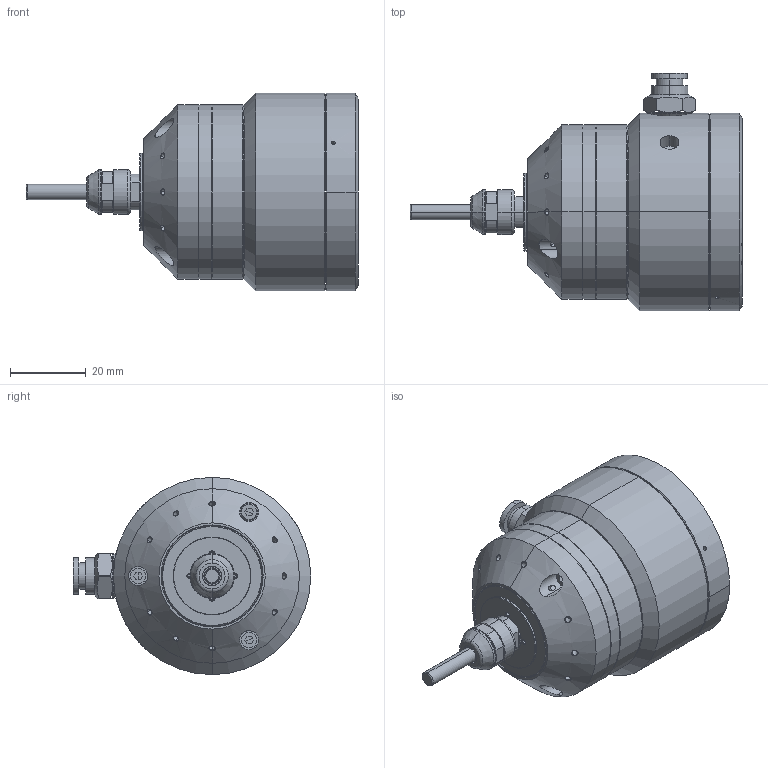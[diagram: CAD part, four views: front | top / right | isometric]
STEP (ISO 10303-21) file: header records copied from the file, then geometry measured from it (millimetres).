
FILE_DESCRIPTION (( 'STEP AP203' ), '1' );
FILE_NAME ('KA1040A0010-000-01（HTS1500ZZ-PCD385）.STEP', '2024-07-24T04:19:55', ( 'nsk' ), ( '' ), 'SwSTEP 2.0', 'SolidWorks 2021', '' );
FILE_SCHEMA (( 'CONFIG_CONTROL_DESIGN' ));
Length unit declared in the file: millimetre
Products named in the file (1): KA1040A0010-000-01（HTS1500ZZ-PCD385）
Bounding box: 87.47 x 62.59 x 52 mm (x, y, z)
Surface area: 25005.8 mm2 (no closed solid volume)
Topology: 0 solids, 35 shells, 404 faces, 1135 edges, 758 vertices
Faces by surface type: cone 150, cylinder 138, plane 106, torus 8, bspline 2
Entity records: 15749 total; most frequent: CARTESIAN_POINT 5325, DIRECTION 2272, ORIENTED_EDGE 1867, EDGE_CURVE 1123, AXIS2_PLACEMENT_3D 892, VERTEX_POINT 758, EDGE_LOOP 501, CIRCLE 489
